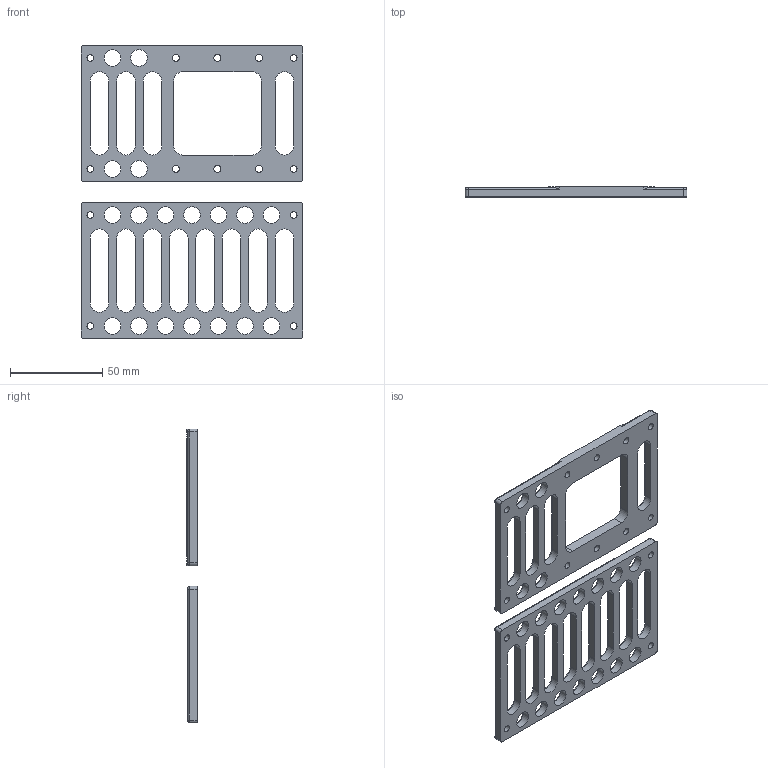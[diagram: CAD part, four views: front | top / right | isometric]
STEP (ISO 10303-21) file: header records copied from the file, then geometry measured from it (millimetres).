
FILE_DESCRIPTION(/* description */ (''),/* implementation_level */ '2;1');
FILE_NAME(/* name */ 'SideCovers.step',/* time_stamp */ '2019-06-15T15:11:23+02:00',/* author */ (''),/* organization */ (''),/* preprocessor_version */ 'ST-DEVELOPER v18',/* originating_system */ 'Autodesk Translation Framework v8.2.0.1029',/* authorisation */ '');
FILE_SCHEMA (('AUTOMOTIVE_DESIGN { 1 0 10303 214 3 1 1 }'));
Length unit declared in the file: millimetre
Products named in the file (3): SideCovers; SideCover; SideCoverlForPowerSocket
Assembly tree (2 placements, depth 2):
  SideCovers
    SideCover
    SideCoverlForPowerSocket
Bounding box: 120 x 5.6 x 159 mm (x, y, z)
Volume: 46813.2 mm3; surface area: 31963.9 mm2
Topology: 2 solids, 2 shells, 200 faces, 542 edges, 346 vertices
Faces by surface type: cylinder 106, plane 44, torus 42, bspline 8
Full cylindrical faces by diameter (mm): 3.6 x8, 3.8 x6, 9 x18
Entity records: 6719 total; most frequent: DIRECTION 1244, CARTESIAN_POINT 1177, ORIENTED_EDGE 1084, EDGE_CURVE 542, AXIS2_PLACEMENT_3D 509, VERTEX_POINT 346, CIRCLE 312, EDGE_LOOP 290
